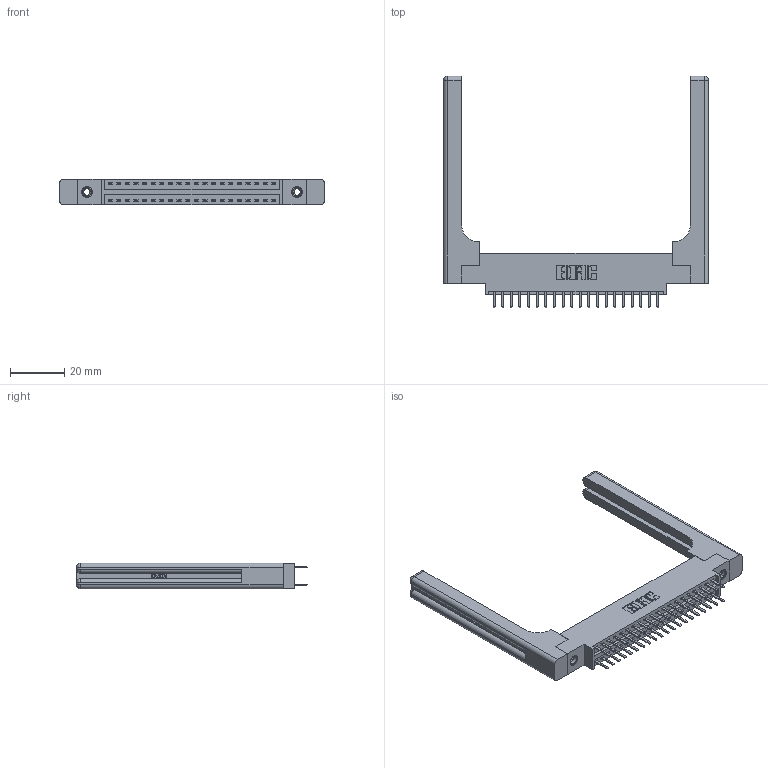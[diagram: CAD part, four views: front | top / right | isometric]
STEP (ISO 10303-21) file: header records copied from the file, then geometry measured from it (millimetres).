
FILE_DESCRIPTION (( 'STEP AP203' ), '1' );
FILE_NAME ('346-040-520-858.STEP', '2022-05-20T01:19:32', ( '' ), ( '' ), 'SwSTEP 2.0', 'SolidWorks 2020', '' );
FILE_SCHEMA (( 'CONFIG_CONTROL_DESIGN' ));
Length unit declared in the file: inch
Products named in the file (5): 345-292-001_345-293-120; 346-040-520-858; 346 Part_0.170 Offset - 0.156 Dia-TH; 345-250-001_345-250-001-102; 346-220-058_345-220-058
Assembly tree (45 placements, depth 2):
  346-040-520-858
    346 Part_0.170 Offset - 0.156 Dia-TH
    345-292-001_345-293-120  x40
    345-250-001_345-250-001-102  x2
    346-220-058_345-220-058  x2
Bounding box: 97.56 x 85.29 x 9.4 mm (x, y, z)
Volume: 16646.5 mm3; surface area: 17380.4 mm2
Topology: 45 solids, 45 shells, 2636 faces, 7563 edges, 4914 vertices
Faces by surface type: plane 1722, cylinder 854, bspline 36, cone 12, sphere 8, torus 4
Entity records: 21858 total; most frequent: CARTESIAN_POINT 4659, ORIENTED_EDGE 3376, DIRECTION 3076, EDGE_CURVE 1688, LINE 1380, VECTOR 1380, VERTEX_POINT 1114, AXIS2_PLACEMENT_3D 848
